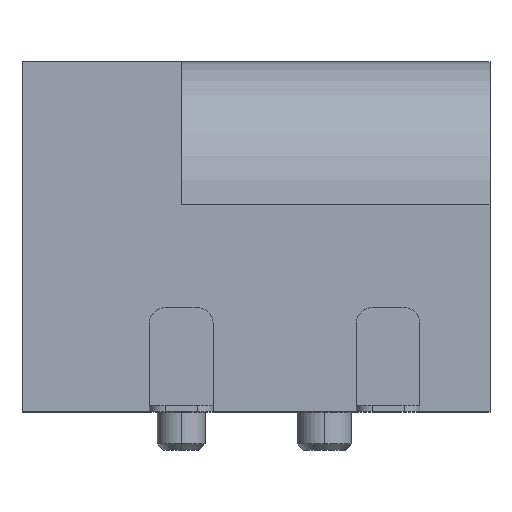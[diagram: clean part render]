
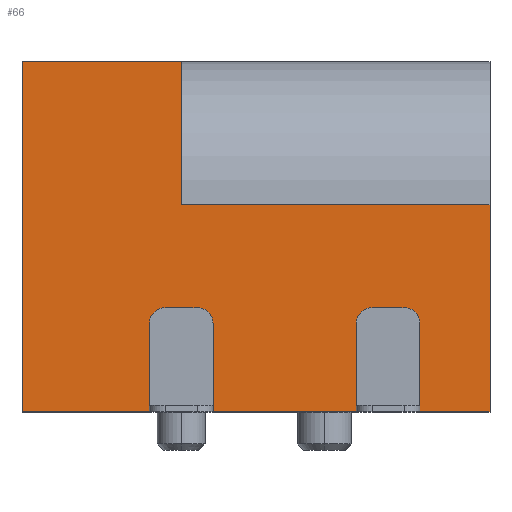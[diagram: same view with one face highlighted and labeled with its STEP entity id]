
A CAD part, top view. The second image highlights one B-rep face of the part: STEP entity #66.
In plain terms, the highlighted planar face has unit normal (0, 0, 1).
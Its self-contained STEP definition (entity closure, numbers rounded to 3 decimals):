
#19 = CARTESIAN_POINT ( 'NONE',  ( 0., 3.277, 4.5 ) ) ;
#21 = VERTEX_POINT ( 'NONE', #1231 ) ;
#23 = ORIENTED_EDGE ( 'NONE', *, *, #1587, .T. ) ;
#39 = LINE ( 'NONE', #560, #1508 ) ;
#60 = PLANE ( 'NONE',  #1912 ) ;
#66 = ADVANCED_FACE ( 'NONE', ( #1594 ), #60, .T. ) ;
#83 = VECTOR ( 'NONE', #179, 1000. ) ;
#109 = CARTESIAN_POINT ( 'NONE',  ( 11., 2.777, 4.5 ) ) ;
#132 = CARTESIAN_POINT ( 'NONE',  ( 0., 11., 4.5 ) ) ;
#134 = CARTESIAN_POINT ( 'NONE',  ( 0., 0., 4.5 ) ) ;
#146 = LINE ( 'NONE', #1339, #1254 ) ;
#151 = VECTOR ( 'NONE', #166, 1000. ) ;
#160 = DIRECTION ( 'NONE',  ( 0., -1., 0. ) ) ;
#166 = DIRECTION ( 'NONE',  ( 0., 1., 0. ) ) ;
#170 = EDGE_CURVE ( 'NONE', #1656, #670, #779, .T. ) ;
#179 = DIRECTION ( 'NONE',  ( 0., -1., 0. ) ) ;
#197 = EDGE_CURVE ( 'NONE', #1906, #1580, #818, .T. ) ;
#204 = EDGE_CURVE ( 'NONE', #21, #1102, #1024, .T. ) ;
#218 = EDGE_CURVE ( 'NONE', #1301, #283, #1874, .T. ) ;
#229 = ORIENTED_EDGE ( 'NONE', *, *, #2080, .F. ) ;
#263 = CIRCLE ( 'NONE', #1223, 0.5 ) ;
#272 = EDGE_LOOP ( 'NONE', ( #2100, #530, #1715, #1032, #1136, #644, #955, #2153, #2108, #229, #1852, #23, #982, #1309, #1878, #286, #1590, #566 ) ) ;
#283 = VERTEX_POINT ( 'NONE', #132 ) ;
#286 = ORIENTED_EDGE ( 'NONE', *, *, #1664, .T. ) ;
#321 = DIRECTION ( 'NONE',  ( 1., 0., 0. ) ) ;
#344 = CARTESIAN_POINT ( 'NONE',  ( 0., 3.277, 4.5 ) ) ;
#351 = LINE ( 'NONE', #134, #1542 ) ;
#372 = CARTESIAN_POINT ( 'NONE',  ( 4.5, 2.777, 4.5 ) ) ;
#388 = CARTESIAN_POINT ( 'NONE',  ( 0., 0., 4.5 ) ) ;
#502 = DIRECTION ( 'NONE',  ( 1., 0., 0. ) ) ;
#517 = VECTOR ( 'NONE', #763, 1000. ) ;
#530 = ORIENTED_EDGE ( 'NONE', *, *, #1868, .T. ) ;
#539 = LINE ( 'NONE', #19, #721 ) ;
#543 = DIRECTION ( 'NONE',  ( 0., 0., -1. ) ) ;
#551 = AXIS2_PLACEMENT_3D ( 'NONE', #668, #1316, #502 ) ;
#560 = CARTESIAN_POINT ( 'NONE',  ( 0., 0., 4.5 ) ) ;
#566 = ORIENTED_EDGE ( 'NONE', *, *, #1458, .T. ) ;
#595 = CARTESIAN_POINT ( 'NONE',  ( 11., 3.277, 4.5 ) ) ;
#599 = DIRECTION ( 'NONE',  ( 1., 0., 0. ) ) ;
#611 = CARTESIAN_POINT ( 'NONE',  ( 5.5, 3.277, 4.5 ) ) ;
#625 = VECTOR ( 'NONE', #1513, 1000. ) ;
#644 = ORIENTED_EDGE ( 'NONE', *, *, #1037, .T. ) ;
#654 = DIRECTION ( 'NONE',  ( 1., 0., 0. ) ) ;
#662 = DIRECTION ( 'NONE',  ( -1., 0., 0. ) ) ;
#663 = EDGE_CURVE ( 'NONE', #1336, #1864, #1515, .T. ) ;
#668 = CARTESIAN_POINT ( 'NONE',  ( 5.5, 2.777, 4.5 ) ) ;
#670 = VERTEX_POINT ( 'NONE', #1677 ) ;
#675 = LINE ( 'NONE', #1304, #625 ) ;
#678 = CARTESIAN_POINT ( 'NONE',  ( 4., 0., 4.5 ) ) ;
#710 = VERTEX_POINT ( 'NONE', #1306 ) ;
#718 = DIRECTION ( 'NONE',  ( 0., 1., 0. ) ) ;
#721 = VECTOR ( 'NONE', #873, 1000. ) ;
#734 = VERTEX_POINT ( 'NONE', #595 ) ;
#747 = CARTESIAN_POINT ( 'NONE',  ( 0., 0., 4.5 ) ) ;
#762 = CIRCLE ( 'NONE', #2030, 0.5 ) ;
#763 = DIRECTION ( 'NONE',  ( 0., 1., 0. ) ) ;
#779 = LINE ( 'NONE', #1456, #151 ) ;
#818 = LINE ( 'NONE', #981, #1577 ) ;
#821 = CARTESIAN_POINT ( 'NONE',  ( 14.7, 0., 4.5 ) ) ;
#853 = EDGE_CURVE ( 'NONE', #283, #1721, #351, .T. ) ;
#858 = DIRECTION ( 'NONE',  ( 1., 0., 0. ) ) ;
#873 = DIRECTION ( 'NONE',  ( 1., 0., 0. ) ) ;
#874 = DIRECTION ( 'NONE',  ( 0., 0., -1. ) ) ;
#876 = VERTEX_POINT ( 'NONE', #1162 ) ;
#955 = ORIENTED_EDGE ( 'NONE', *, *, #1589, .T. ) ;
#981 = CARTESIAN_POINT ( 'NONE',  ( 12.5, 0., 4.5 ) ) ;
#982 = ORIENTED_EDGE ( 'NONE', *, *, #218, .T. ) ;
#1001 = CARTESIAN_POINT ( 'NONE',  ( 14.7, 6.5, 4.5 ) ) ;
#1024 = LINE ( 'NONE', #1001, #1148 ) ;
#1029 = CARTESIAN_POINT ( 'NONE',  ( 14.7, 0., 4.5 ) ) ;
#1032 = ORIENTED_EDGE ( 'NONE', *, *, #170, .T. ) ;
#1034 = DIRECTION ( 'NONE',  ( 1., 0., 0. ) ) ;
#1037 = EDGE_CURVE ( 'NONE', #734, #710, #539, .T. ) ;
#1040 = DIRECTION ( 'NONE',  ( 1., 0., 0. ) ) ;
#1044 = VECTOR ( 'NONE', #718, 1000. ) ;
#1060 = VERTEX_POINT ( 'NONE', #1574 ) ;
#1064 = EDGE_CURVE ( 'NONE', #1580, #1899, #39, .T. ) ;
#1102 = VERTEX_POINT ( 'NONE', #1224 ) ;
#1121 = CARTESIAN_POINT ( 'NONE',  ( 5., 11., 4.5 ) ) ;
#1131 = CARTESIAN_POINT ( 'NONE',  ( 0., 0., 4.5 ) ) ;
#1136 = ORIENTED_EDGE ( 'NONE', *, *, #2216, .T. ) ;
#1148 = VECTOR ( 'NONE', #858, 1000. ) ;
#1162 = CARTESIAN_POINT ( 'NONE',  ( 4., 2.777, 4.5 ) ) ;
#1173 = CARTESIAN_POINT ( 'NONE',  ( 12.5, 2.777, 4.5 ) ) ;
#1223 = AXIS2_PLACEMENT_3D ( 'NONE', #109, #1843, #1524 ) ;
#1224 = CARTESIAN_POINT ( 'NONE',  ( 14.7, 6.5, 4.5 ) ) ;
#1231 = CARTESIAN_POINT ( 'NONE',  ( 5., 6.5, 4.5 ) ) ;
#1252 = CIRCLE ( 'NONE', #1697, 0.5 ) ;
#1254 = VECTOR ( 'NONE', #654, 1000. ) ;
#1268 = CARTESIAN_POINT ( 'NONE',  ( 10.5, 0., 4.5 ) ) ;
#1281 = CARTESIAN_POINT ( 'NONE',  ( 4.5, 3.277, 4.5 ) ) ;
#1301 = VERTEX_POINT ( 'NONE', #1121 ) ;
#1304 = CARTESIAN_POINT ( 'NONE',  ( 6., 0., 4.5 ) ) ;
#1306 = CARTESIAN_POINT ( 'NONE',  ( 12., 3.277, 4.5 ) ) ;
#1309 = ORIENTED_EDGE ( 'NONE', *, *, #853, .T. ) ;
#1316 = DIRECTION ( 'NONE',  ( 0., 0., -1. ) ) ;
#1336 = VERTEX_POINT ( 'NONE', #611 ) ;
#1338 = EDGE_CURVE ( 'NONE', #1721, #1483, #1823, .T. ) ;
#1339 = CARTESIAN_POINT ( 'NONE',  ( 0., 0., 4.5 ) ) ;
#1383 = VERTEX_POINT ( 'NONE', #1281 ) ;
#1384 = CARTESIAN_POINT ( 'NONE',  ( 12.5, 0., 4.5 ) ) ;
#1405 = CARTESIAN_POINT ( 'NONE',  ( 12., 2.777, 4.5 ) ) ;
#1428 = VECTOR ( 'NONE', #662, 1000. ) ;
#1456 = CARTESIAN_POINT ( 'NONE',  ( 10.5, 0., 4.5 ) ) ;
#1458 = EDGE_CURVE ( 'NONE', #1383, #1336, #1678, .T. ) ;
#1463 = LINE ( 'NONE', #1966, #517 ) ;
#1483 = VERTEX_POINT ( 'NONE', #678 ) ;
#1508 = VECTOR ( 'NONE', #1756, 1000. ) ;
#1513 = DIRECTION ( 'NONE',  ( 0., -1., 0. ) ) ;
#1515 = CIRCLE ( 'NONE', #551, 0.5 ) ;
#1524 = DIRECTION ( 'NONE',  ( -1., 0., 0. ) ) ;
#1542 = VECTOR ( 'NONE', #160, 1000. ) ;
#1550 = CARTESIAN_POINT ( 'NONE',  ( 5., 0., 4.5 ) ) ;
#1559 = LINE ( 'NONE', #1550, #1044 ) ;
#1574 = CARTESIAN_POINT ( 'NONE',  ( 6., 0., 4.5 ) ) ;
#1577 = VECTOR ( 'NONE', #2202, 1000. ) ;
#1580 = VERTEX_POINT ( 'NONE', #1384 ) ;
#1587 = EDGE_CURVE ( 'NONE', #21, #1301, #1559, .T. ) ;
#1589 = EDGE_CURVE ( 'NONE', #710, #1906, #1252, .T. ) ;
#1590 = ORIENTED_EDGE ( 'NONE', *, *, #2078, .T. ) ;
#1594 = FACE_OUTER_BOUND ( 'NONE', #272, .T. ) ;
#1656 = VERTEX_POINT ( 'NONE', #1268 ) ;
#1664 = EDGE_CURVE ( 'NONE', #1483, #876, #1463, .T. ) ;
#1677 = CARTESIAN_POINT ( 'NONE',  ( 10.5, 2.777, 4.5 ) ) ;
#1678 = LINE ( 'NONE', #344, #1764 ) ;
#1697 = AXIS2_PLACEMENT_3D ( 'NONE', #1405, #543, #1040 ) ;
#1715 = ORIENTED_EDGE ( 'NONE', *, *, #1813, .T. ) ;
#1721 = VERTEX_POINT ( 'NONE', #747 ) ;
#1756 = DIRECTION ( 'NONE',  ( 1., 0., 0. ) ) ;
#1761 = VECTOR ( 'NONE', #599, 1000. ) ;
#1764 = VECTOR ( 'NONE', #321, 1000. ) ;
#1813 = EDGE_CURVE ( 'NONE', #1060, #1656, #146, .T. ) ;
#1823 = LINE ( 'NONE', #1131, #1761 ) ;
#1843 = DIRECTION ( 'NONE',  ( 0., 0., -1. ) ) ;
#1852 = ORIENTED_EDGE ( 'NONE', *, *, #204, .F. ) ;
#1864 = VERTEX_POINT ( 'NONE', #2048 ) ;
#1868 = EDGE_CURVE ( 'NONE', #1864, #1060, #675, .T. ) ;
#1874 = LINE ( 'NONE', #2022, #1428 ) ;
#1878 = ORIENTED_EDGE ( 'NONE', *, *, #1338, .T. ) ;
#1894 = LINE ( 'NONE', #1029, #83 ) ;
#1899 = VERTEX_POINT ( 'NONE', #821 ) ;
#1906 = VERTEX_POINT ( 'NONE', #1173 ) ;
#1912 = AXIS2_PLACEMENT_3D ( 'NONE', #388, #2079, #1034 ) ;
#1931 = DIRECTION ( 'NONE',  ( -1., 0., 0. ) ) ;
#1966 = CARTESIAN_POINT ( 'NONE',  ( 4., 0., 4.5 ) ) ;
#2022 = CARTESIAN_POINT ( 'NONE',  ( 0., 11., 4.5 ) ) ;
#2030 = AXIS2_PLACEMENT_3D ( 'NONE', #372, #874, #1931 ) ;
#2048 = CARTESIAN_POINT ( 'NONE',  ( 6., 2.777, 4.5 ) ) ;
#2078 = EDGE_CURVE ( 'NONE', #876, #1383, #762, .T. ) ;
#2079 = DIRECTION ( 'NONE',  ( 0., 0., 1. ) ) ;
#2080 = EDGE_CURVE ( 'NONE', #1102, #1899, #1894, .T. ) ;
#2100 = ORIENTED_EDGE ( 'NONE', *, *, #663, .T. ) ;
#2108 = ORIENTED_EDGE ( 'NONE', *, *, #1064, .T. ) ;
#2153 = ORIENTED_EDGE ( 'NONE', *, *, #197, .T. ) ;
#2202 = DIRECTION ( 'NONE',  ( 0., -1., 0. ) ) ;
#2216 = EDGE_CURVE ( 'NONE', #670, #734, #263, .T. ) ;
